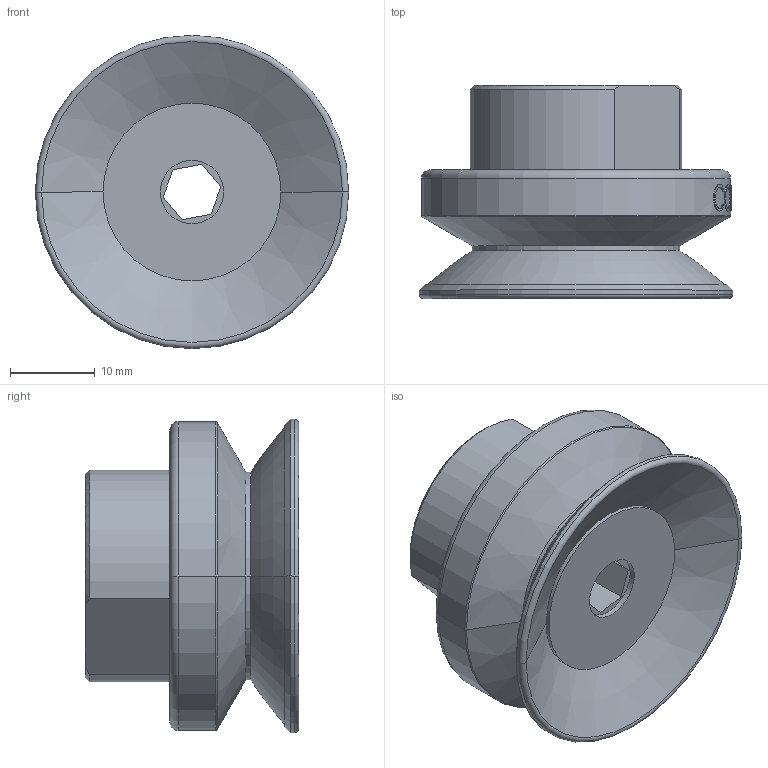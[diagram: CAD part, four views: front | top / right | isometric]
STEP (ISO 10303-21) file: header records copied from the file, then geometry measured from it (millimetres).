
FILE_DESCRIPTION(('STEP AP214'),'1');
FILE_NAME('COVAL_CFC35F38G.stp','2017-12-27T16:15:24',('TraceParts'),('TraceParts S.A.'),'Spatial InterOp 3D',' ',' ');
FILE_SCHEMA(('automotive_design'));
Length unit declared in the file: millimetre
Products named in the file (1): COVAL_CFC35F38G
Bounding box: 37 x 25.2 x 37 mm (x, y, z)
Volume: 12980.1 mm3; surface area: 5818.9 mm2
Topology: 1 solids, 1 shells, 101 faces, 243 edges, 154 vertices
Faces by surface type: bspline 29, plane 28, cylinder 24, cone 12, torus 8
Entity records: 8440 total; most frequent: CARTESIAN_POINT 5483, ORIENTED_EDGE 486, DIRECTION 362, EDGE_CURVE 243, VERTEX_POINT 154, AXIS2_PLACEMENT_3D 149, EDGE_LOOP 113, B_SPLINE_CURVE_WITH_KNOTS 103
